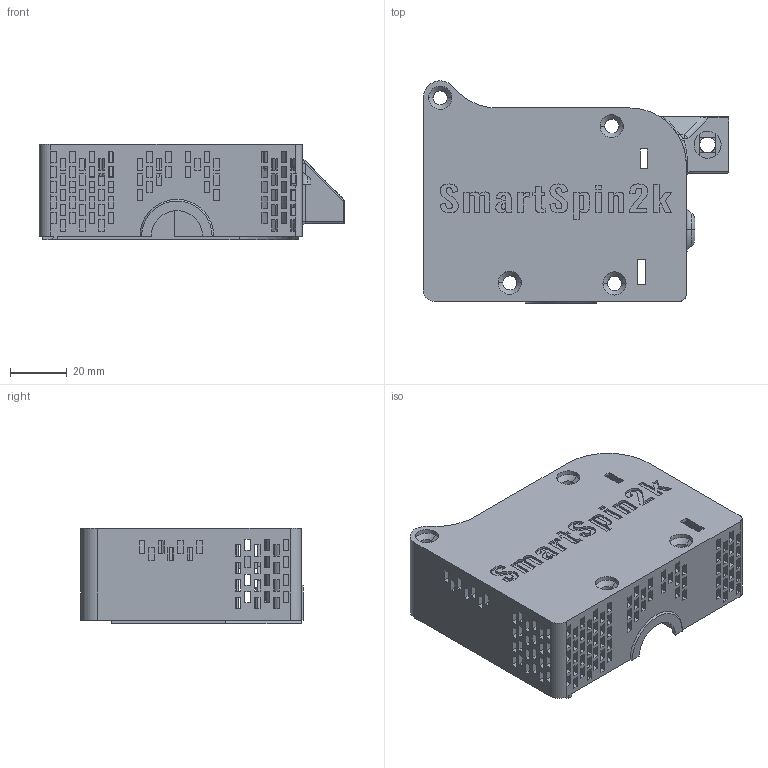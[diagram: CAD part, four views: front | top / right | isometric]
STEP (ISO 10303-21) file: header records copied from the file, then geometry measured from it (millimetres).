
FILE_DESCRIPTION (( 'STEP AP214' ), '1' );
FILE_NAME ('Body_Drawing_Right.STEP', '2024-06-17T14:02:53', ( '' ), ( '' ), 'SwSTEP 2.0', 'SolidWorks 2024', '' );
FILE_SCHEMA (( 'AUTOMOTIVE_DESIGN' ));
Length unit declared in the file: millimetre
Products named in the file (1): Body_Drawing_Right
Bounding box: 108.1 x 78.59 x 33.75 mm (x, y, z)
Volume: 53423.7 mm3; surface area: 45466.1 mm2
Topology: 1 solids, 1 shells, 1031 faces, 3090 edges, 2026 vertices
Faces by surface type: plane 816, bspline 95, cylinder 87, cone 15, torus 13, sphere 5
Entity records: 38722 total; most frequent: CARTESIAN_POINT 11019, ORIENTED_EDGE 6172, DIRECTION 4954, EDGE_CURVE 3086, VECTOR 2584, LINE 2584, VERTEX_POINT 2026, EDGE_LOOP 1290
